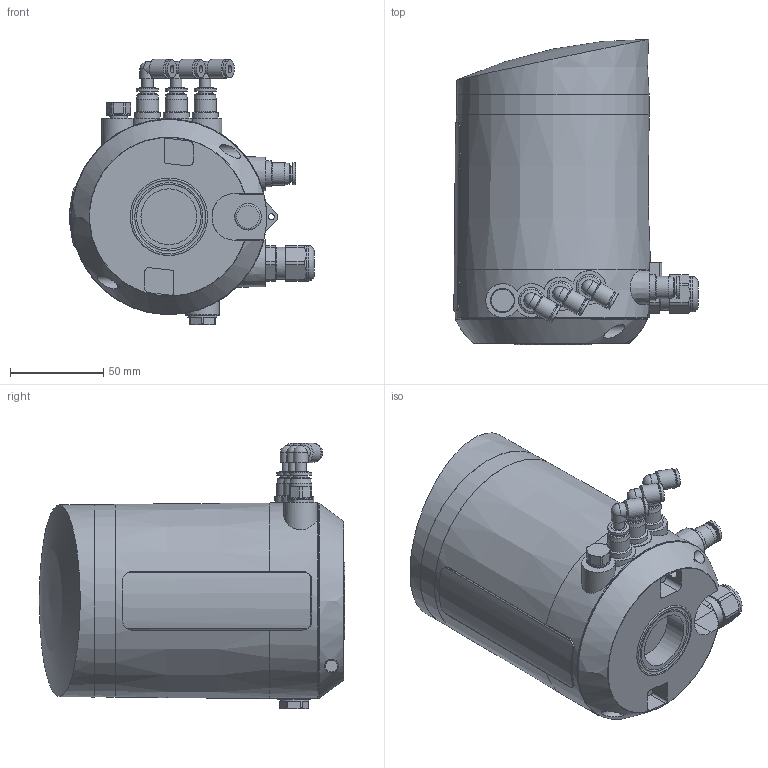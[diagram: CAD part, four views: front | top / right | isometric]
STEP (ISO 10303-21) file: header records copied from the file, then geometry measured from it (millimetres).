
FILE_DESCRIPTION( ( 'STEP AP203' ), '1' );
FILE_NAME( '9615400x-xx.stp', '2019-07-11T14:52:47', ( '' ), ( '' ), ' ', 'PARTsolutions', ' ' );
FILE_SCHEMA( ( 'CONFIG_CONTROL_DESIGN' ) );
Length unit declared in the file: millimetre
Products named in the file (1): _9615400x-xx
Bounding box: 131.16 x 163.87 x 142.6 mm (x, y, z)
Volume: 1305053.7 mm3; surface area: 81848.6 mm2
Topology: 1 solids, 4 shells, 289 faces, 668 edges, 431 vertices
Faces by surface type: plane 114, cylinder 108, cone 31, torus 25, sphere 10, bspline 1
Full cylindrical faces by diameter (mm): 3.2 x1, 4 x6, 4.5 x1, 6 x7, 6.4 x2, 6.8 x3, 7.4 x2, 7.7 x4, 8 x3, 9.2 x4, 9.7 x4, 10.4 x3, 11.8 x4, 12 x4, 13 x1, 14 x4, 14.3 x1, 15.6 x1, 17.2 x1, 18.01 x1, 19 x1, 30 x1, 105 x1
Entity records: 8994 total; most frequent: CARTESIAN_POINT 2915, DIRECTION 1292, ORIENTED_EDGE 1068, AXIS2_PLACEMENT_3D 568, EDGE_CURVE 534, EDGE_LOOP 440, VERTEX_POINT 404, FACE_OUTER_BOUND 358
